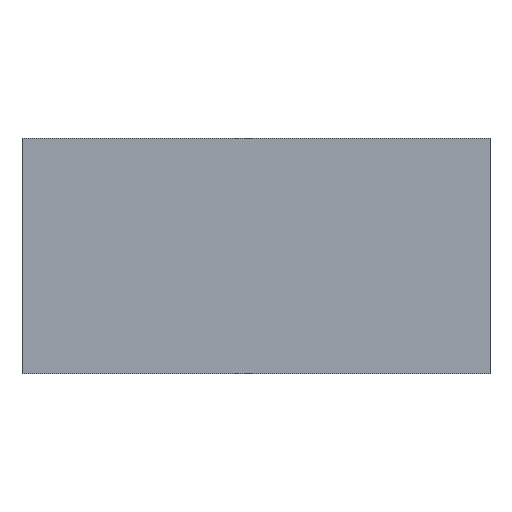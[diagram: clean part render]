
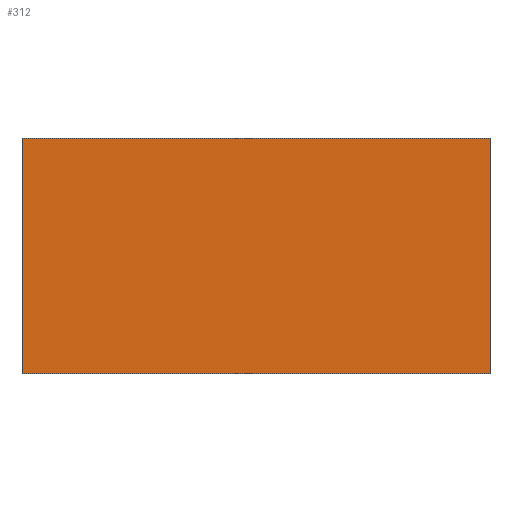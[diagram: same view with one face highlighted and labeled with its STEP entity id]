
A CAD part, front view. The second image highlights one B-rep face of the part: STEP entity #312.
In plain terms, the highlighted planar face has unit normal (0, -1, 0).
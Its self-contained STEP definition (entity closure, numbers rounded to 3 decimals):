
#11 = VERTEX_POINT ( 'NONE', #135 ) ;
#42 = CARTESIAN_POINT ( 'NONE',  ( 1200., -6., 605. ) ) ;
#46 = LINE ( 'NONE', #162, #83 ) ;
#52 = EDGE_CURVE ( 'NONE', #239, #189, #46, .T. ) ;
#59 = ORIENTED_EDGE ( 'NONE', *, *, #242, .F. ) ;
#76 = DIRECTION ( 'NONE',  ( 1., 0., 0. ) ) ;
#78 = DIRECTION ( 'NONE',  ( 0., 0., -1. ) ) ;
#83 = VECTOR ( 'NONE', #216, 1000. ) ;
#84 = LINE ( 'NONE', #110, #285 ) ;
#88 = DIRECTION ( 'NONE',  ( 0., 0., -1. ) ) ;
#108 = CARTESIAN_POINT ( 'NONE',  ( -1200., -6., 605. ) ) ;
#110 = CARTESIAN_POINT ( 'NONE',  ( -1200., -6., 605. ) ) ;
#135 = CARTESIAN_POINT ( 'NONE',  ( 1200., -6., 605. ) ) ;
#142 = FACE_OUTER_BOUND ( 'NONE', #343, .T. ) ;
#155 = ORIENTED_EDGE ( 'NONE', *, *, #52, .F. ) ;
#162 = CARTESIAN_POINT ( 'NONE',  ( 1200., -6., -605. ) ) ;
#169 = PLANE ( 'NONE',  #352 ) ;
#180 = ORIENTED_EDGE ( 'NONE', *, *, #184, .F. ) ;
#184 = EDGE_CURVE ( 'NONE', #349, #11, #321, .T. ) ;
#189 = VERTEX_POINT ( 'NONE', #191 ) ;
#191 = CARTESIAN_POINT ( 'NONE',  ( -1200., -6., -605. ) ) ;
#216 = DIRECTION ( 'NONE',  ( -1., 0., 0. ) ) ;
#225 = DIRECTION ( 'NONE',  ( 0., 0., 1. ) ) ;
#233 = ORIENTED_EDGE ( 'NONE', *, *, #322, .F. ) ;
#239 = VERTEX_POINT ( 'NONE', #249 ) ;
#242 = EDGE_CURVE ( 'NONE', #11, #239, #355, .T. ) ;
#249 = CARTESIAN_POINT ( 'NONE',  ( 1200., -6., -605. ) ) ;
#270 = VECTOR ( 'NONE', #76, 1000. ) ;
#285 = VECTOR ( 'NONE', #225, 1000. ) ;
#289 = VECTOR ( 'NONE', #78, 1000. ) ;
#312 = ADVANCED_FACE ( 'NONE', ( #142 ), #169, .T. ) ;
#321 = LINE ( 'NONE', #42, #270 ) ;
#322 = EDGE_CURVE ( 'NONE', #189, #349, #84, .T. ) ;
#324 = CARTESIAN_POINT ( 'NONE',  ( 1200., -6., 605. ) ) ;
#330 = DIRECTION ( 'NONE',  ( 0., -1., 0. ) ) ;
#332 = CARTESIAN_POINT ( 'NONE',  ( 0., -6., 0. ) ) ;
#343 = EDGE_LOOP ( 'NONE', ( #180, #233, #155, #59 ) ) ;
#349 = VERTEX_POINT ( 'NONE', #108 ) ;
#352 = AXIS2_PLACEMENT_3D ( 'NONE', #332, #330, #88 ) ;
#355 = LINE ( 'NONE', #324, #289 ) ;
